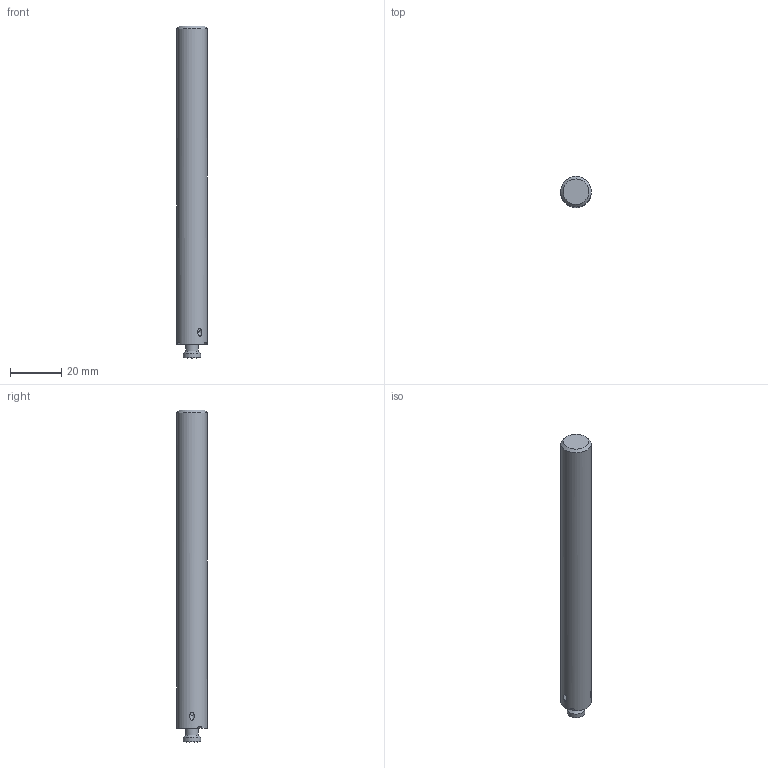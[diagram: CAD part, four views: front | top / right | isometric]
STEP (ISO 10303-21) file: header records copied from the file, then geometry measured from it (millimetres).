
FILE_DESCRIPTION(/* description */ (''),/* implementation_level */ '2;1');
FILE_NAME(/* name */ '335.14-1212.0-060-130-E_Detailed.stp',/* time_stamp */ '2024-08-09T15:02:38+06:00',/* author */ (''),/* organization */ (''),/* preprocessor_version */ 'ST-DEVELOPER v18.102',/* originating_system */ 'SIEMENS PLM Software NX2206.8101',/* authorisation */ '');
FILE_SCHEMA (('AUTOMOTIVE_DESIGN { 1 0 10303 214 3 1 1 1 }'));
Length unit declared in the file: millimetre
Products named in the file (1): 335.14-1212.0-060-130-E_step_stp_objects
Bounding box: 11.99 x 11.99 x 129.57 mm (x, y, z)
Volume: 14072.1 mm3; surface area: 5155.5 mm2
Topology: 1 solids, 2 shells, 48 faces, 133 edges, 94 vertices
Faces by surface type: cylinder 18, plane 16, extrusion 6, cone 4, bspline 4
Full cylindrical faces by diameter (mm): 4.2 x1, 5 x1, 6.85 x1, 11.995 x1
Entity records: 2256 total; most frequent: CARTESIAN_POINT 1091, ORIENTED_EDGE 236, DIRECTION 205, EDGE_CURVE 118, VERTEX_POINT 85, AXIS2_PLACEMENT_3D 83, EDGE_LOOP 59, ADVANCED_FACE 48
